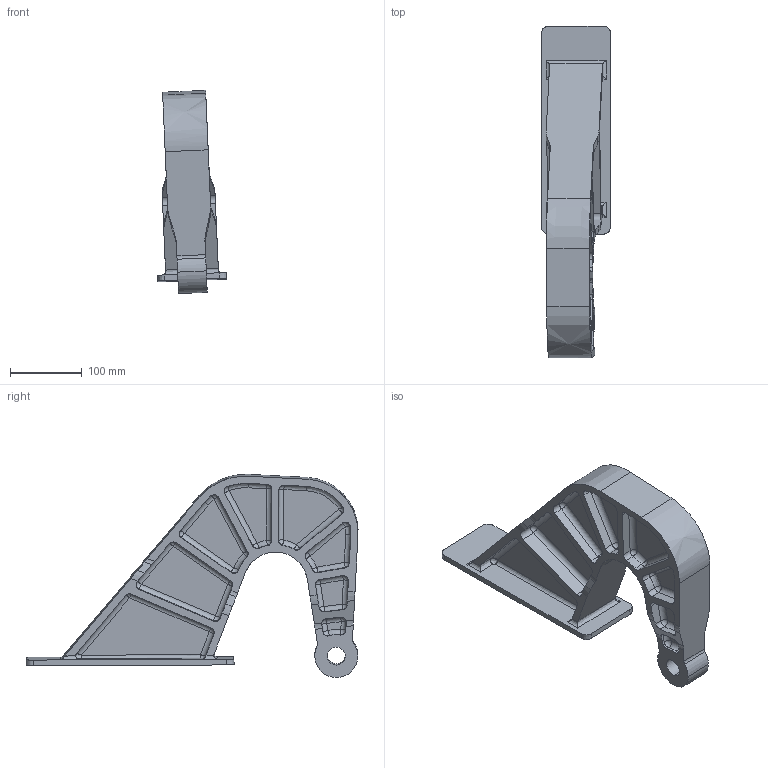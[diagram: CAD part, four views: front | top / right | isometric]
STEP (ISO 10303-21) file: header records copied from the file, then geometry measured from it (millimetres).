
FILE_DESCRIPTION(('CATIA V5 STEP Exchange'),'2;1');
FILE_NAME('Center Door Gooseneck 2.stp','2015-06-22T08:25:11+00:00',('none'),('none'),'CATIA Version 5 Release 21 SP 3 (IN-10)','CATIA V5 STEP AP203','none');
FILE_SCHEMA(('CONFIG_CONTROL_DESIGN'));
Length unit declared in the file: millimetre
Products named in the file (1): Center Door Gooseneck 2
Bounding box: 96.31 x 462.92 x 283.38 mm (x, y, z)
Volume: 2214647 mm3; surface area: 320263 mm2
Topology: 1 solids, 1 shells, 349 faces, 876 edges, 478 vertices
Faces by surface type: cylinder 140, plane 87, sphere 60, bspline 39, extrusion 19, torus 4
Entity records: 11876 total; most frequent: CARTESIAN_POINT 4815, ORIENTED_EDGE 1632, DIRECTION 1062, EDGE_CURVE 816, VERTEX_POINT 478, AXIS2_PLACEMENT_3D 459, VECTOR 396, LINE 377
